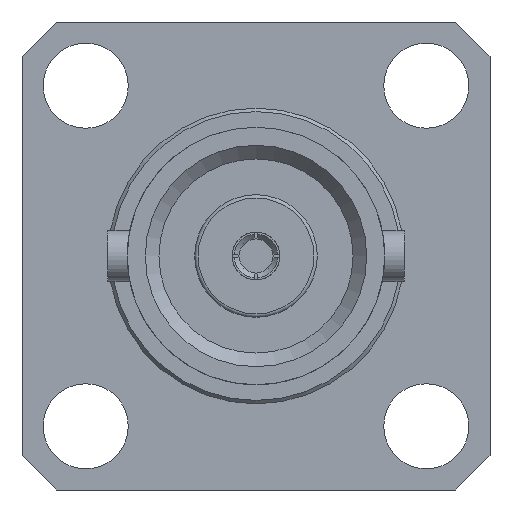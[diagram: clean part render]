
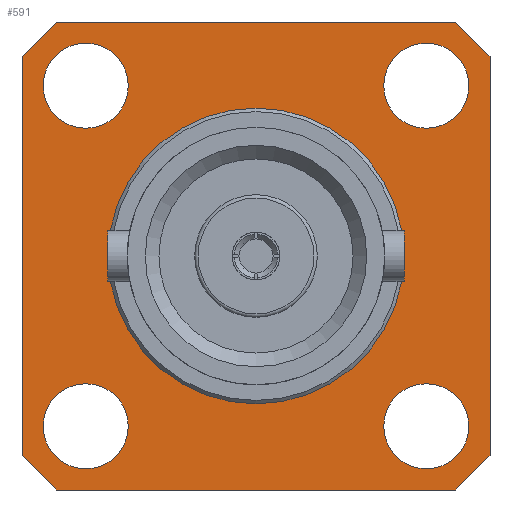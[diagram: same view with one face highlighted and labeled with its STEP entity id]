
A CAD part, left-side view. The second image highlights one B-rep face of the part: STEP entity #591.
In plain terms, the highlighted planar face has unit normal (-1, 0, 0).
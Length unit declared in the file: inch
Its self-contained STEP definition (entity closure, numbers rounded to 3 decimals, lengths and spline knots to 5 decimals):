
#40 = VERTEX_POINT ( 'NONE', #741 ) ;
#81 = VERTEX_POINT ( 'NONE', #2700 ) ;
#101 = VERTEX_POINT ( 'NONE', #3298 ) ;
#119 = LINE ( 'NONE', #4029, #153 ) ;
#153 = VECTOR ( 'NONE', #2754, 39.37008 ) ;
#158 = ORIENTED_EDGE ( 'NONE', *, *, #4183, .T. ) ;
#201 = CARTESIAN_POINT ( 'NONE',  ( 0.625, 0.3435, -0.3435 ) ) ;
#211 = DIRECTION ( 'NONE',  ( 0., -0.707, 0.707 ) ) ;
#227 = CARTESIAN_POINT ( 'NONE',  ( 0.625, -0.25, -0.25 ) ) ;
#228 = DIRECTION ( 'NONE',  ( 1., 0., 0. ) ) ;
#324 = CARTESIAN_POINT ( 'NONE',  ( 0.625, -0.2935, 0.3435 ) ) ;
#345 = DIRECTION ( 'NONE',  ( -1., 0., 0. ) ) ;
#350 = VERTEX_POINT ( 'NONE', #1188 ) ;
#367 = PLANE ( 'NONE',  #1343 ) ;
#548 = VERTEX_POINT ( 'NONE', #3491 ) ;
#551 = EDGE_LOOP ( 'NONE', ( #3736, #2662, #3644, #158, #3718, #1411, #1251, #957 ) ) ;
#581 = EDGE_CURVE ( 'NONE', #548, #548, #3772, .T. ) ;
#591 = ADVANCED_FACE ( 'NONE', ( #1558, #2867, #4212, #1232, #1577, #4229 ), #367, .T. ) ;
#604 = VECTOR ( 'NONE', #1170, 39.37008 ) ;
#615 = CARTESIAN_POINT ( 'NONE',  ( 0.625, -0.25, 0.3125 ) ) ;
#633 = DIRECTION ( 'NONE',  ( 0., 0., 1. ) ) ;
#644 = EDGE_CURVE ( 'NONE', #3209, #3209, #2255, .T. ) ;
#645 = CIRCLE ( 'NONE', #863, 0.0625 ) ;
#680 = AXIS2_PLACEMENT_3D ( 'NONE', #2599, #2003, #4303 ) ;
#690 = CARTESIAN_POINT ( 'NONE',  ( 0.625, 0.2935, 0.3435 ) ) ;
#741 = CARTESIAN_POINT ( 'NONE',  ( 0.625, 0.3435, 0.2935 ) ) ;
#863 = AXIS2_PLACEMENT_3D ( 'NONE', #227, #3615, #4290 ) ;
#942 = LINE ( 'NONE', #1370, #1821 ) ;
#957 = ORIENTED_EDGE ( 'NONE', *, *, #4130, .T. ) ;
#966 = DIRECTION ( 'NONE',  ( 0., 0.707, 0.707 ) ) ;
#1028 = DIRECTION ( 'NONE',  ( -1., 0., 0. ) ) ;
#1055 = VECTOR ( 'NONE', #211, 39.37008 ) ;
#1117 = AXIS2_PLACEMENT_3D ( 'NONE', #4173, #1194, #3864 ) ;
#1124 = LINE ( 'NONE', #2447, #2653 ) ;
#1170 = DIRECTION ( 'NONE',  ( 0., 1., 0. ) ) ;
#1181 = DIRECTION ( 'NONE',  ( 0., -1., 0. ) ) ;
#1188 = CARTESIAN_POINT ( 'NONE',  ( 0.625, -0.2935, -0.3435 ) ) ;
#1194 = DIRECTION ( 'NONE',  ( -1., 0., 0. ) ) ;
#1232 = FACE_BOUND ( 'NONE', #1271, .T. ) ;
#1240 = EDGE_CURVE ( 'NONE', #2412, #101, #942, .T. ) ;
#1251 = ORIENTED_EDGE ( 'NONE', *, *, #1757, .T. ) ;
#1271 = EDGE_LOOP ( 'NONE', ( #1833 ) ) ;
#1297 = CARTESIAN_POINT ( 'NONE',  ( 0.625, -0.25, -0.1875 ) ) ;
#1339 = EDGE_CURVE ( 'NONE', #40, #2412, #1854, .T. ) ;
#1342 = EDGE_CURVE ( 'NONE', #101, #350, #4206, .T. ) ;
#1343 = AXIS2_PLACEMENT_3D ( 'NONE', #3331, #1028, #633 ) ;
#1346 = VERTEX_POINT ( 'NONE', #2841 ) ;
#1361 = CARTESIAN_POINT ( 'NONE',  ( 0.625, 0.3435, -0.2935 ) ) ;
#1370 = CARTESIAN_POINT ( 'NONE',  ( 0.625, 0.427, -0.21 ) ) ;
#1411 = ORIENTED_EDGE ( 'NONE', *, *, #1552, .T. ) ;
#1492 = ORIENTED_EDGE ( 'NONE', *, *, #3277, .F. ) ;
#1502 = EDGE_CURVE ( 'NONE', #1971, #1971, #645, .T. ) ;
#1530 = CARTESIAN_POINT ( 'NONE',  ( 0.625, -0.3435, -0.3435 ) ) ;
#1541 = LINE ( 'NONE', #2468, #604 ) ;
#1552 = EDGE_CURVE ( 'NONE', #1611, #1637, #3290, .T. ) ;
#1558 = FACE_OUTER_BOUND ( 'NONE', #551, .T. ) ;
#1562 = CARTESIAN_POINT ( 'NONE',  ( 0.625, -0.21, -0.427 ) ) ;
#1577 = FACE_BOUND ( 'NONE', #3196, .T. ) ;
#1611 = VERTEX_POINT ( 'NONE', #2970 ) ;
#1618 = CARTESIAN_POINT ( 'NONE',  ( 0.625, -0.21, 0.427 ) ) ;
#1637 = VERTEX_POINT ( 'NONE', #324 ) ;
#1669 = EDGE_CURVE ( 'NONE', #1346, #1611, #1124, .T. ) ;
#1757 = EDGE_CURVE ( 'NONE', #1637, #2175, #1541, .T. ) ;
#1764 = VECTOR ( 'NONE', #966, 39.37008 ) ;
#1821 = VECTOR ( 'NONE', #2944, 39.37008 ) ;
#1833 = ORIENTED_EDGE ( 'NONE', *, *, #644, .F. ) ;
#1854 = LINE ( 'NONE', #201, #2915 ) ;
#1885 = CIRCLE ( 'NONE', #1117, 0.0625 ) ;
#1906 = AXIS2_PLACEMENT_3D ( 'NONE', #2847, #228, #3228 ) ;
#1971 = VERTEX_POINT ( 'NONE', #1297 ) ;
#2003 = DIRECTION ( 'NONE',  ( -1., 0., 0. ) ) ;
#2024 = EDGE_LOOP ( 'NONE', ( #2245 ) ) ;
#2089 = EDGE_LOOP ( 'NONE', ( #3981 ) ) ;
#2175 = VERTEX_POINT ( 'NONE', #690 ) ;
#2245 = ORIENTED_EDGE ( 'NONE', *, *, #581, .T. ) ;
#2255 = CIRCLE ( 'NONE', #3148, 0.0625 ) ;
#2313 = CARTESIAN_POINT ( 'NONE',  ( 0.625, 0.25, 0.25 ) ) ;
#2412 = VERTEX_POINT ( 'NONE', #1361 ) ;
#2447 = CARTESIAN_POINT ( 'NONE',  ( 0.625, -0.3435, -0.3435 ) ) ;
#2468 = CARTESIAN_POINT ( 'NONE',  ( 0.625, -0.3435, 0.3435 ) ) ;
#2488 = LINE ( 'NONE', #1562, #1055 ) ;
#2599 = CARTESIAN_POINT ( 'NONE',  ( 0.625, 0.25, -0.25 ) ) ;
#2629 = VERTEX_POINT ( 'NONE', #615 ) ;
#2633 = EDGE_CURVE ( 'NONE', #2629, #2629, #1885, .T. ) ;
#2653 = VECTOR ( 'NONE', #4129, 39.37008 ) ;
#2662 = ORIENTED_EDGE ( 'NONE', *, *, #1240, .T. ) ;
#2700 = CARTESIAN_POINT ( 'NONE',  ( 0.625, 0.25, -0.1875 ) ) ;
#2754 = DIRECTION ( 'NONE',  ( 0., 0.707, -0.707 ) ) ;
#2792 = EDGE_LOOP ( 'NONE', ( #3593 ) ) ;
#2841 = CARTESIAN_POINT ( 'NONE',  ( 0.625, -0.3435, -0.2935 ) ) ;
#2847 = CARTESIAN_POINT ( 'NONE',  ( 0.625, 0., 0. ) ) ;
#2867 = FACE_BOUND ( 'NONE', #2089, .T. ) ;
#2915 = VECTOR ( 'NONE', #4224, 39.37008 ) ;
#2944 = DIRECTION ( 'NONE',  ( 0., -0.707, -0.707 ) ) ;
#2970 = CARTESIAN_POINT ( 'NONE',  ( 0.625, -0.3435, 0.2935 ) ) ;
#3148 = AXIS2_PLACEMENT_3D ( 'NONE', #2313, #345, #3694 ) ;
#3196 = EDGE_LOOP ( 'NONE', ( #1492 ) ) ;
#3209 = VERTEX_POINT ( 'NONE', #3512 ) ;
#3228 = DIRECTION ( 'NONE',  ( 0., 0., -1. ) ) ;
#3277 = EDGE_CURVE ( 'NONE', #81, #81, #3461, .T. ) ;
#3290 = LINE ( 'NONE', #1618, #1764 ) ;
#3298 = CARTESIAN_POINT ( 'NONE',  ( 0.625, 0.2935, -0.3435 ) ) ;
#3331 = CARTESIAN_POINT ( 'NONE',  ( 0.625, 0.217, 0. ) ) ;
#3461 = CIRCLE ( 'NONE', #680, 0.0625 ) ;
#3491 = CARTESIAN_POINT ( 'NONE',  ( 0.625, 0., -0.217 ) ) ;
#3512 = CARTESIAN_POINT ( 'NONE',  ( 0.625, 0.25, 0.3125 ) ) ;
#3593 = ORIENTED_EDGE ( 'NONE', *, *, #2633, .F. ) ;
#3615 = DIRECTION ( 'NONE',  ( -1., 0., 0. ) ) ;
#3644 = ORIENTED_EDGE ( 'NONE', *, *, #1342, .T. ) ;
#3694 = DIRECTION ( 'NONE',  ( 0., 0., 1. ) ) ;
#3718 = ORIENTED_EDGE ( 'NONE', *, *, #1669, .T. ) ;
#3736 = ORIENTED_EDGE ( 'NONE', *, *, #1339, .T. ) ;
#3772 = CIRCLE ( 'NONE', #1906, 0.217 ) ;
#3864 = DIRECTION ( 'NONE',  ( 0., 0., 1. ) ) ;
#3981 = ORIENTED_EDGE ( 'NONE', *, *, #1502, .F. ) ;
#4029 = CARTESIAN_POINT ( 'NONE',  ( 0.625, 0.427, 0.21 ) ) ;
#4031 = VECTOR ( 'NONE', #1181, 39.37008 ) ;
#4129 = DIRECTION ( 'NONE',  ( 0., 0., 1. ) ) ;
#4130 = EDGE_CURVE ( 'NONE', #2175, #40, #119, .T. ) ;
#4173 = CARTESIAN_POINT ( 'NONE',  ( 0.625, -0.25, 0.25 ) ) ;
#4183 = EDGE_CURVE ( 'NONE', #350, #1346, #2488, .T. ) ;
#4206 = LINE ( 'NONE', #1530, #4031 ) ;
#4212 = FACE_BOUND ( 'NONE', #2792, .T. ) ;
#4224 = DIRECTION ( 'NONE',  ( 0., 0., -1. ) ) ;
#4229 = FACE_BOUND ( 'NONE', #2024, .T. ) ;
#4290 = DIRECTION ( 'NONE',  ( 0., 0., 1. ) ) ;
#4303 = DIRECTION ( 'NONE',  ( 0., 0., 1. ) ) ;
